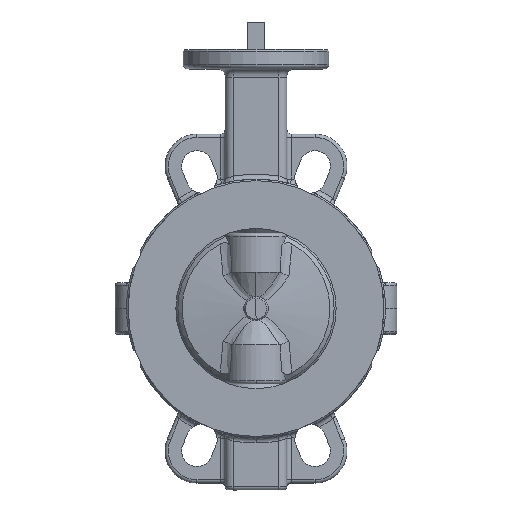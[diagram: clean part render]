
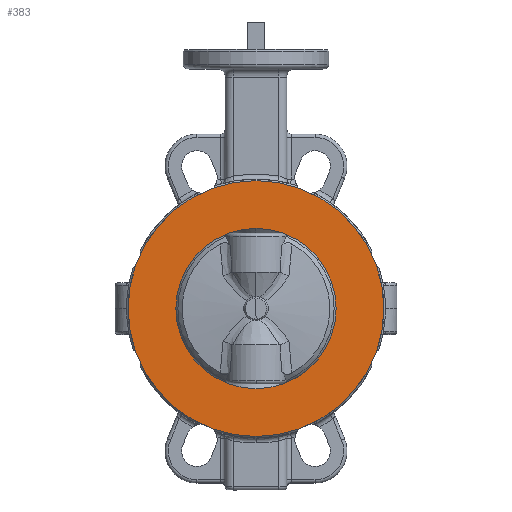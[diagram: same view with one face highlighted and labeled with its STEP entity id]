
A CAD part, top view. The second image highlights one B-rep face of the part: STEP entity #383.
In plain terms, the highlighted planar face has unit normal (0, 0, 1).
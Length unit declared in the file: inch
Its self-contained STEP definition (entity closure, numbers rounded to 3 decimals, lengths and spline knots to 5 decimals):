
#383 = ADVANCED_FACE ( 'NONE', ( #8051, #17438 ), #27316, .T. ) ;
#387 = AXIS2_PLACEMENT_3D ( 'NONE', #29217, #21695, #26612 ) ;
#3059 = EDGE_CURVE ( 'NONE', #23909, #13070, #16802, .T. ) ;
#3248 = DIRECTION ( 'NONE',  ( 0., -1., 0. ) ) ;
#5764 = DIRECTION ( 'NONE',  ( 0., -1., 0. ) ) ;
#6143 = CARTESIAN_POINT ( 'NONE',  ( 3.95529, 6.15937, 5.03167 ) ) ;
#6284 = AXIS2_PLACEMENT_3D ( 'NONE', #6143, #26871, #18043 ) ;
#7907 = CARTESIAN_POINT ( 'NONE',  ( 3.95529, 4.21055, 5.03167 ) ) ;
#7917 = CARTESIAN_POINT ( 'NONE',  ( 3.95529, 6.15937, 5.03167 ) ) ;
#8051 = FACE_OUTER_BOUND ( 'NONE', #11281, .T. ) ;
#8110 = CIRCLE ( 'NONE', #20950, 1.94882 ) ;
#8972 = VERTEX_POINT ( 'NONE', #13819 ) ;
#9167 = CARTESIAN_POINT ( 'NONE',  ( 3.95529, 9.26961, 5.03167 ) ) ;
#9647 = DIRECTION ( 'NONE',  ( 0., 0., 1. ) ) ;
#9891 = VERTEX_POINT ( 'NONE', #9167 ) ;
#11281 = EDGE_LOOP ( 'NONE', ( #22207, #13498 ) ) ;
#12202 = CIRCLE ( 'NONE', #387, 3.11024 ) ;
#12233 = EDGE_CURVE ( 'NONE', #8972, #9891, #22210, .T. ) ;
#12419 = CARTESIAN_POINT ( 'NONE',  ( 3.95529, 6.15937, 5.03167 ) ) ;
#13070 = VERTEX_POINT ( 'NONE', #7907 ) ;
#13498 = ORIENTED_EDGE ( 'NONE', *, *, #12233, .T. ) ;
#13819 = CARTESIAN_POINT ( 'NONE',  ( 3.95529, 3.04914, 5.03167 ) ) ;
#13904 = EDGE_LOOP ( 'NONE', ( #20814, #16368 ) ) ;
#16368 = ORIENTED_EDGE ( 'NONE', *, *, #28121, .F. ) ;
#16802 = CIRCLE ( 'NONE', #23746, 1.94882 ) ;
#17052 = DIRECTION ( 'NONE',  ( 0., 0., 1. ) ) ;
#17438 = FACE_BOUND ( 'NONE', #13904, .T. ) ;
#18043 = DIRECTION ( 'NONE',  ( 0., -1., 0. ) ) ;
#19080 = DIRECTION ( 'NONE',  ( 0., -1., 0. ) ) ;
#19500 = DIRECTION ( 'NONE',  ( 0., 0., 1. ) ) ;
#20814 = ORIENTED_EDGE ( 'NONE', *, *, #3059, .F. ) ;
#20950 = AXIS2_PLACEMENT_3D ( 'NONE', #25856, #9647, #19080 ) ;
#21695 = DIRECTION ( 'NONE',  ( 0., 0., 1. ) ) ;
#22207 = ORIENTED_EDGE ( 'NONE', *, *, #26307, .T. ) ;
#22210 = CIRCLE ( 'NONE', #29086, 3.11024 ) ;
#23746 = AXIS2_PLACEMENT_3D ( 'NONE', #12419, #17052, #5764 ) ;
#23909 = VERTEX_POINT ( 'NONE', #27675 ) ;
#25856 = CARTESIAN_POINT ( 'NONE',  ( 3.95529, 6.15937, 5.03167 ) ) ;
#26307 = EDGE_CURVE ( 'NONE', #9891, #8972, #12202, .T. ) ;
#26612 = DIRECTION ( 'NONE',  ( 0., -1., 0. ) ) ;
#26871 = DIRECTION ( 'NONE',  ( 0., 0., 1. ) ) ;
#27316 = PLANE ( 'NONE',  #6284 ) ;
#27675 = CARTESIAN_POINT ( 'NONE',  ( 3.95529, 8.10819, 5.03167 ) ) ;
#28121 = EDGE_CURVE ( 'NONE', #13070, #23909, #8110, .T. ) ;
#29086 = AXIS2_PLACEMENT_3D ( 'NONE', #7917, #19500, #3248 ) ;
#29217 = CARTESIAN_POINT ( 'NONE',  ( 3.95529, 6.15937, 5.03167 ) ) ;
